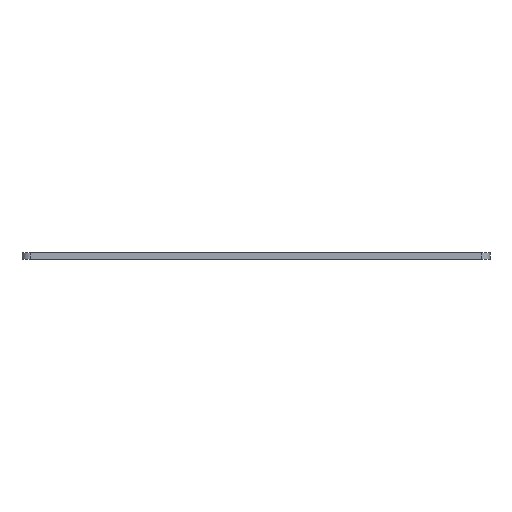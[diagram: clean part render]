
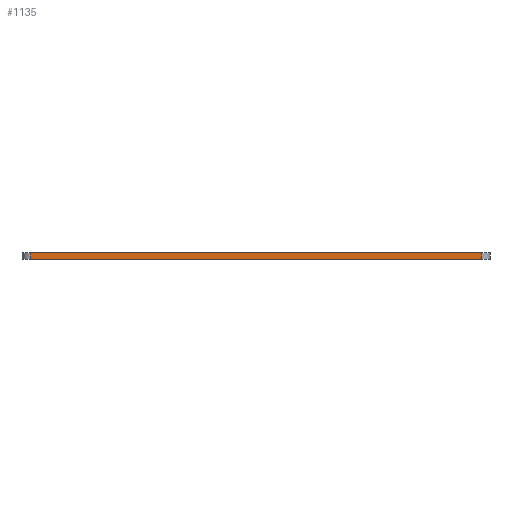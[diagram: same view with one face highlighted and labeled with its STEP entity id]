
A CAD part, left-side view. The second image highlights one B-rep face of the part: STEP entity #1135.
In plain terms, the highlighted planar face has unit normal (-1, 0, 0).
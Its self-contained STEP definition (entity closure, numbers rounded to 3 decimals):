
#33 = EDGE_CURVE ( 'NONE', #1602, #1712, #403, .T. ) ;
#64 = EDGE_CURVE ( 'NONE', #1602, #1185, #1832, .T. ) ;
#93 = EDGE_LOOP ( 'NONE', ( #1391, #1325, #440, #1786 ) ) ;
#331 = CARTESIAN_POINT ( 'NONE',  ( -131., 270.75, 4. ) ) ;
#403 = LINE ( 'NONE', #2133, #1993 ) ;
#440 = ORIENTED_EDGE ( 'NONE', *, *, #33, .F. ) ;
#499 = VECTOR ( 'NONE', #1514, 1000. ) ;
#577 = DIRECTION ( 'NONE',  ( 0., -1., 0. ) ) ;
#582 = EDGE_CURVE ( 'NONE', #1771, #1712, #2030, .T. ) ;
#728 = PLANE ( 'NONE',  #862 ) ;
#862 = AXIS2_PLACEMENT_3D ( 'NONE', #1916, #1752, #1071 ) ;
#873 = CARTESIAN_POINT ( 'NONE',  ( -131., 5., 4. ) ) ;
#907 = FACE_OUTER_BOUND ( 'NONE', #93, .T. ) ;
#1071 = DIRECTION ( 'NONE',  ( 0., 0., -1. ) ) ;
#1118 = DIRECTION ( 'NONE',  ( 0., -1., 0. ) ) ;
#1135 = ADVANCED_FACE ( 'NONE', ( #907 ), #728, .F. ) ;
#1185 = VERTEX_POINT ( 'NONE', #1370 ) ;
#1325 = ORIENTED_EDGE ( 'NONE', *, *, #582, .T. ) ;
#1329 = CARTESIAN_POINT ( 'NONE',  ( -131., 5., 4. ) ) ;
#1370 = CARTESIAN_POINT ( 'NONE',  ( -131., 270.75, 0. ) ) ;
#1391 = ORIENTED_EDGE ( 'NONE', *, *, #2192, .T. ) ;
#1399 = CARTESIAN_POINT ( 'NONE',  ( -131., 270.75, 4. ) ) ;
#1514 = DIRECTION ( 'NONE',  ( 0., 0., 1. ) ) ;
#1517 = VECTOR ( 'NONE', #2146, 1000. ) ;
#1598 = CARTESIAN_POINT ( 'NONE',  ( -131., 5., 0. ) ) ;
#1602 = VERTEX_POINT ( 'NONE', #1399 ) ;
#1614 = CARTESIAN_POINT ( 'NONE',  ( -131., 0., 0. ) ) ;
#1620 = VECTOR ( 'NONE', #577, 1000. ) ;
#1712 = VERTEX_POINT ( 'NONE', #873 ) ;
#1752 = DIRECTION ( 'NONE',  ( 1., 0., 0. ) ) ;
#1771 = VERTEX_POINT ( 'NONE', #1598 ) ;
#1786 = ORIENTED_EDGE ( 'NONE', *, *, #64, .T. ) ;
#1832 = LINE ( 'NONE', #331, #1517 ) ;
#1909 = LINE ( 'NONE', #1614, #1620 ) ;
#1916 = CARTESIAN_POINT ( 'NONE',  ( -131., 0., 4. ) ) ;
#1993 = VECTOR ( 'NONE', #1118, 1000. ) ;
#2030 = LINE ( 'NONE', #1329, #499 ) ;
#2133 = CARTESIAN_POINT ( 'NONE',  ( -131., 0., 4. ) ) ;
#2146 = DIRECTION ( 'NONE',  ( 0., 0., -1. ) ) ;
#2192 = EDGE_CURVE ( 'NONE', #1185, #1771, #1909, .T. ) ;
